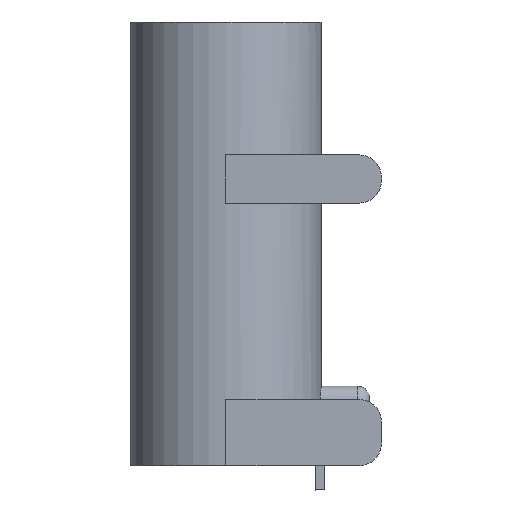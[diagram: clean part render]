
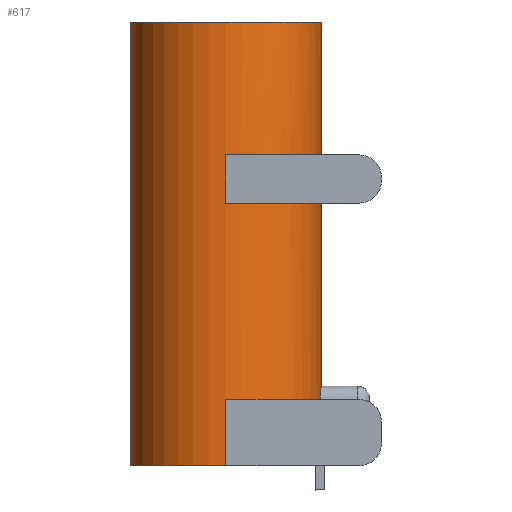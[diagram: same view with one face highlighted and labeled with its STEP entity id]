
A CAD part, left-side view. The second image highlights one B-rep face of the part: STEP entity #617.
In plain terms, the highlighted cylindrical face has radius 1.58 mm (diameter 3.16 mm), a partial arc.
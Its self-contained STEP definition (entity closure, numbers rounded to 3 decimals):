
#51 = LINE ( 'NONE', #4982, #2159 ) ;
#128 = CARTESIAN_POINT ( 'NONE',  ( -3.101, 0.013, -2.458 ) ) ;
#141 = EDGE_LOOP ( 'NONE', ( #3746, #3247, #4345, #2354, #987, #763, #4821 ) ) ;
#169 = AXIS2_PLACEMENT_3D ( 'NONE', #4607, #2699, #757 ) ;
#176 = LINE ( 'NONE', #5622, #5621 ) ;
#266 = EDGE_CURVE ( 'NONE', #2842, #2868, #4440, .T. ) ;
#271 = CIRCLE ( 'NONE', #169, 1.58 ) ;
#278 = VERTEX_POINT ( 'NONE', #1574 ) ;
#293 = ORIENTED_EDGE ( 'NONE', *, *, #1137, .T. ) ;
#415 = CARTESIAN_POINT ( 'NONE',  ( -2.89, 0., 1.475 ) ) ;
#526 = VERTEX_POINT ( 'NONE', #2769 ) ;
#531 = DIRECTION ( 'NONE',  ( 0., 0., 1. ) ) ;
#617 = ADVANCED_FACE ( 'NONE', ( #1992, #4569 ), #3941, .T. ) ;
#624 = VERTEX_POINT ( 'NONE', #2081 ) ;
#677 = VECTOR ( 'NONE', #3920, 1000. ) ;
#757 = DIRECTION ( 'NONE',  ( -1., 0., 0. ) ) ;
#763 = ORIENTED_EDGE ( 'NONE', *, *, #3627, .F. ) ;
#846 = EDGE_CURVE ( 'NONE', #624, #1123, #1279, .T. ) ;
#987 = ORIENTED_EDGE ( 'NONE', *, *, #3882, .F. ) ;
#1085 = DIRECTION ( 'NONE',  ( 0., 0., 1. ) ) ;
#1123 = VERTEX_POINT ( 'NONE', #2244 ) ;
#1137 = EDGE_CURVE ( 'NONE', #2842, #624, #4791, .T. ) ;
#1181 = VERTEX_POINT ( 'NONE', #3613 ) ;
#1250 = DIRECTION ( 'NONE',  ( -1., 0., 0. ) ) ;
#1279 = LINE ( 'NONE', #6085, #2410 ) ;
#1484 = DIRECTION ( 'NONE',  ( 0., 0., 1. ) ) ;
#1500 = CARTESIAN_POINT ( 'NONE',  ( -4.47, 1.58, -2.575 ) ) ;
#1507 = VERTEX_POINT ( 'NONE', #1500 ) ;
#1574 = CARTESIAN_POINT ( 'NONE',  ( -2.89, 3.16, 3.675 ) ) ;
#1786 = CARTESIAN_POINT ( 'NONE',  ( -2.89, 1.58, 1.475 ) ) ;
#1866 = LINE ( 'NONE', #415, #677 ) ;
#1969 = DIRECTION ( 'NONE',  ( -1., 0., 0. ) ) ;
#1992 = FACE_BOUND ( 'NONE', #5896, .T. ) ;
#2081 = CARTESIAN_POINT ( 'NONE',  ( -4.47, 1.58, 0.675 ) ) ;
#2126 = CARTESIAN_POINT ( 'NONE',  ( -3.138, 0.02, -2.575 ) ) ;
#2139 = DIRECTION ( 'NONE',  ( 1., 0., 0. ) ) ;
#2147 = DIRECTION ( 'NONE',  ( 0., 0., -1. ) ) ;
#2159 = VECTOR ( 'NONE', #5913, 1000. ) ;
#2174 = DIRECTION ( 'NONE',  ( 0., 0., 1. ) ) ;
#2244 = CARTESIAN_POINT ( 'NONE',  ( -4.47, 1.58, 1.475 ) ) ;
#2353 = CARTESIAN_POINT ( 'NONE',  ( -3.87, 0.341, 1.475 ) ) ;
#2354 = ORIENTED_EDGE ( 'NONE', *, *, #3254, .F. ) ;
#2355 = CARTESIAN_POINT ( 'NONE',  ( -2.89, 1.58, -2.575 ) ) ;
#2375 = VERTEX_POINT ( 'NONE', #2493 ) ;
#2381 = CARTESIAN_POINT ( 'NONE',  ( -2.89, 0., -2.355 ) ) ;
#2410 = VECTOR ( 'NONE', #5661, 1000. ) ;
#2484 = AXIS2_PLACEMENT_3D ( 'NONE', #1786, #2716, #5814 ) ;
#2493 = CARTESIAN_POINT ( 'NONE',  ( -4.47, 1.58, -3.675 ) ) ;
#2567 = CARTESIAN_POINT ( 'NONE',  ( -2.89, 1.58, 1.475 ) ) ;
#2593 = EDGE_CURVE ( 'NONE', #1123, #2868, #4474, .T. ) ;
#2662 = ORIENTED_EDGE ( 'NONE', *, *, #266, .F. ) ;
#2699 = DIRECTION ( 'NONE',  ( 0., 0., -1. ) ) ;
#2716 = DIRECTION ( 'NONE',  ( 0., 0., 1. ) ) ;
#2769 = CARTESIAN_POINT ( 'NONE',  ( -2.89, 0., 3.675 ) ) ;
#2838 = AXIS2_PLACEMENT_3D ( 'NONE', #4690, #2174, #2139 ) ;
#2842 = VERTEX_POINT ( 'NONE', #3467 ) ;
#2861 = CARTESIAN_POINT ( 'NONE',  ( -2.89, 3.16, -3.675 ) ) ;
#2868 = VERTEX_POINT ( 'NONE', #2353 ) ;
#2928 = VERTEX_POINT ( 'NONE', #2381 ) ;
#3247 = ORIENTED_EDGE ( 'NONE', *, *, #4963, .T. ) ;
#3254 = EDGE_CURVE ( 'NONE', #278, #526, #5648, .T. ) ;
#3382 = AXIS2_PLACEMENT_3D ( 'NONE', #2355, #3856, #1969 ) ;
#3467 = CARTESIAN_POINT ( 'NONE',  ( -3.87, 0.341, 0.675 ) ) ;
#3499 = B_SPLINE_CURVE_WITH_KNOTS ( 'NONE', 3,
 ( #2126, #3986, #128, #4513, #5485, #3566 ),
 .UNSPECIFIED., .F., .F.,
 ( 4, 2, 4 ),
 ( 0., 0.001, 0.001 ),
 .UNSPECIFIED. ) ;
#3566 = CARTESIAN_POINT ( 'NONE',  ( -2.89, 0., -2.355 ) ) ;
#3613 = CARTESIAN_POINT ( 'NONE',  ( -3.138, 0.02, -2.575 ) ) ;
#3627 = EDGE_CURVE ( 'NONE', #2375, #3713, #271, .T. ) ;
#3713 = VERTEX_POINT ( 'NONE', #2861 ) ;
#3746 = ORIENTED_EDGE ( 'NONE', *, *, #4859, .F. ) ;
#3856 = DIRECTION ( 'NONE',  ( 0., 0., -1. ) ) ;
#3882 = EDGE_CURVE ( 'NONE', #3713, #278, #176, .T. ) ;
#3920 = DIRECTION ( 'NONE',  ( 0., 0., 1. ) ) ;
#3941 = CYLINDRICAL_SURFACE ( 'NONE', #6335, 1.58 ) ;
#3948 = CARTESIAN_POINT ( 'NONE',  ( -3.87, 0.341, 0.375 ) ) ;
#3986 = CARTESIAN_POINT ( 'NONE',  ( -3.131, 0.018, -2.514 ) ) ;
#4008 = DIRECTION ( 'NONE',  ( 1., 0., 0. ) ) ;
#4151 = AXIS2_PLACEMENT_3D ( 'NONE', #4193, #2147, #1250 ) ;
#4193 = CARTESIAN_POINT ( 'NONE',  ( -2.89, 1.58, 0.675 ) ) ;
#4345 = ORIENTED_EDGE ( 'NONE', *, *, #4845, .T. ) ;
#4400 = ORIENTED_EDGE ( 'NONE', *, *, #846, .T. ) ;
#4440 = LINE ( 'NONE', #3948, #4476 ) ;
#4474 = CIRCLE ( 'NONE', #2484, 1.58 ) ;
#4476 = VECTOR ( 'NONE', #1484, 1000. ) ;
#4513 = CARTESIAN_POINT ( 'NONE',  ( -3.011, 0.004, -2.378 ) ) ;
#4569 = FACE_OUTER_BOUND ( 'NONE', #141, .T. ) ;
#4607 = CARTESIAN_POINT ( 'NONE',  ( -2.89, 1.58, -3.675 ) ) ;
#4690 = CARTESIAN_POINT ( 'NONE',  ( -2.89, 1.58, 3.675 ) ) ;
#4791 = CIRCLE ( 'NONE', #4151, 1.58 ) ;
#4821 = ORIENTED_EDGE ( 'NONE', *, *, #6003, .F. ) ;
#4845 = EDGE_CURVE ( 'NONE', #2928, #526, #1866, .T. ) ;
#4849 = CIRCLE ( 'NONE', #3382, 1.58 ) ;
#4859 = EDGE_CURVE ( 'NONE', #1181, #1507, #4849, .T. ) ;
#4963 = EDGE_CURVE ( 'NONE', #1181, #2928, #3499, .T. ) ;
#4982 = CARTESIAN_POINT ( 'NONE',  ( -4.47, 1.58, -0.425 ) ) ;
#5068 = ORIENTED_EDGE ( 'NONE', *, *, #2593, .T. ) ;
#5485 = CARTESIAN_POINT ( 'NONE',  ( -2.951, 0., -2.355 ) ) ;
#5621 = VECTOR ( 'NONE', #1085, 1000. ) ;
#5622 = CARTESIAN_POINT ( 'NONE',  ( -2.89, 3.16, 1.475 ) ) ;
#5648 = CIRCLE ( 'NONE', #2838, 1.58 ) ;
#5661 = DIRECTION ( 'NONE',  ( 0., 0., 1. ) ) ;
#5814 = DIRECTION ( 'NONE',  ( 1., 0., 0. ) ) ;
#5896 = EDGE_LOOP ( 'NONE', ( #2662, #293, #4400, #5068 ) ) ;
#5913 = DIRECTION ( 'NONE',  ( 0., 0., -1. ) ) ;
#6003 = EDGE_CURVE ( 'NONE', #1507, #2375, #51, .T. ) ;
#6085 = CARTESIAN_POINT ( 'NONE',  ( -4.47, 1.58, 0.675 ) ) ;
#6335 = AXIS2_PLACEMENT_3D ( 'NONE', #2567, #531, #4008 ) ;
